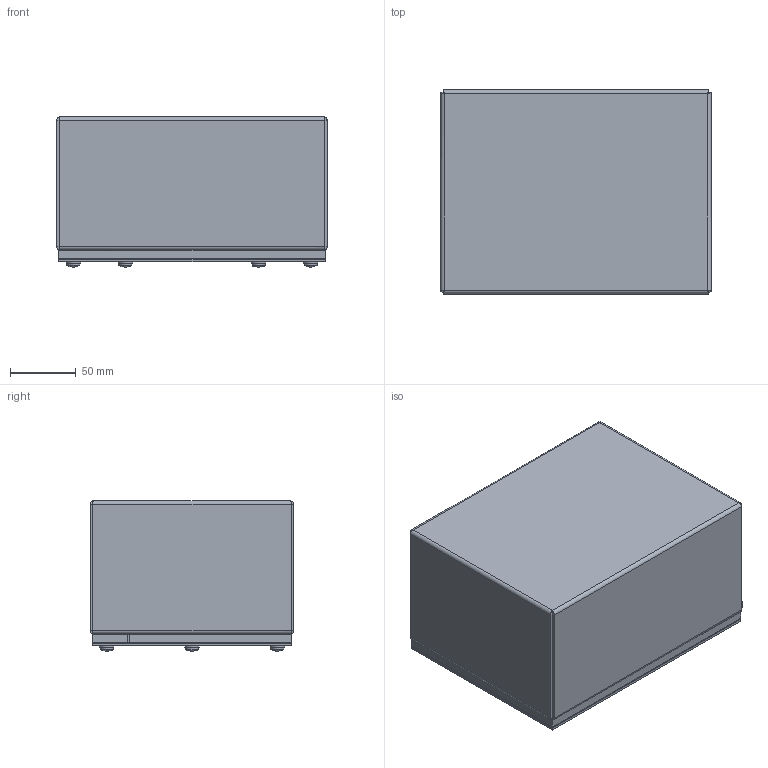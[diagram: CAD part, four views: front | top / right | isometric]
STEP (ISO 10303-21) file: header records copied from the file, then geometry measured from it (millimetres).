
FILE_DESCRIPTION(/* description */ ('6X8X4 ONE PIECE TUB'),/* implementation_level */ '2;1');
FILE_NAME(/* name */ 'WA060804GSC.stp',/* time_stamp */ '2014-05-21T12:05:35+06:00',/* author */ ('ps'),/* organization */ (''),/* preprocessor_version */ 'ST-DEVELOPER v15.2',/* originating_system */ 'Autodesk Inventor 2014',/* authorisation */ '');
FILE_SCHEMA (('AUTOMOTIVE_DESIGN { 1 0 10303 214 3 1 1 }'));
Length unit declared in the file: inch
Products named in the file (8): WA060804GSCBKP; 316295; WA0608GSC_LP; 37210; 39077; 39035; 34984; WA060804GSC
Bounding box: 206.38 x 155.57 x 114.57 mm (x, y, z)
Volume: 361692.3 mm3; surface area: 338278.6 mm2
Topology: 28 solids, 28 shells, 586 faces, 1424 edges, 906 vertices
Faces by surface type: plane 332, cylinder 112, cone 78, torus 36, bspline 16, sphere 12
Full cylindrical faces by diameter (mm): 3.962 x6, 4.255 x6, 4.775 x6, 4.978 x6, 6.299 x6, 6.528 x6, 7.061 x6, 7.137 x6, 7.95 x6, 10.312 x6, 11.112 x6, 11.506 x6
Entity records: 5881 total; most frequent: CARTESIAN_POINT 1524, DIRECTION 840, ORIENTED_EDGE 772, EDGE_CURVE 386, AXIS2_PLACEMENT_3D 305, VERTEX_POINT 250, EDGE_LOOP 246, LINE 230
